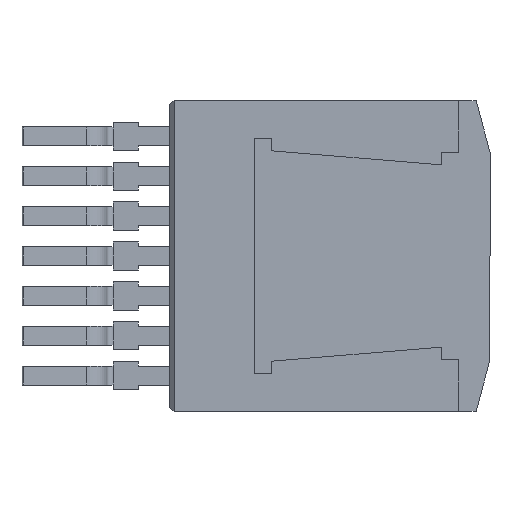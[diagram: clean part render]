
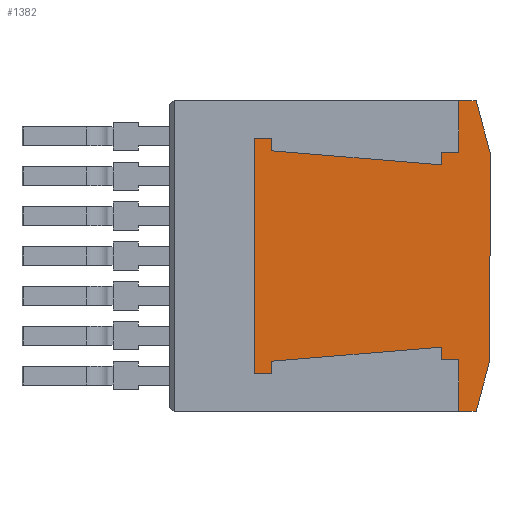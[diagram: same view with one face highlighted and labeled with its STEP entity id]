
A CAD part, front view. The second image highlights one B-rep face of the part: STEP entity #1382.
In plain terms, the highlighted planar face has unit normal (0, -1, 0).
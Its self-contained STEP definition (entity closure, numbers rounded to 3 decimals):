
#141 = DIRECTION ( 'NONE',  ( 0., 1., 0. ) ) ;
#153 = ORIENTED_EDGE ( 'NONE', *, *, #1273, .F. ) ;
#342 = ORIENTED_EDGE ( 'NONE', *, *, #4452, .T. ) ;
#363 = EDGE_CURVE ( 'NONE', #4888, #2368, #5720, .T. ) ;
#405 = LINE ( 'NONE', #3744, #5221 ) ;
#677 = ORIENTED_EDGE ( 'NONE', *, *, #2694, .T. ) ;
#685 = DIRECTION ( 'NONE',  ( 0.259, 0., 0.966 ) ) ;
#693 = CARTESIAN_POINT ( 'NONE',  ( -0.05, 0., -3.75 ) ) ;
#695 = EDGE_CURVE ( 'NONE', #6039, #5698, #2588, .T. ) ;
#703 = VERTEX_POINT ( 'NONE', #693 ) ;
#732 = CARTESIAN_POINT ( 'NONE',  ( 7.008, 0., -4.95 ) ) ;
#738 = ORIENTED_EDGE ( 'NONE', *, *, #3584, .F. ) ;
#774 = CARTESIAN_POINT ( 'NONE',  ( 0.5, 0., 3.35 ) ) ;
#854 = LINE ( 'NONE', #3515, #3679 ) ;
#868 = CARTESIAN_POINT ( 'NONE',  ( 0.5, 0., -3.75 ) ) ;
#894 = DIRECTION ( 'NONE',  ( 1., 0., 0. ) ) ;
#901 = EDGE_CURVE ( 'NONE', #2849, #5397, #3315, .T. ) ;
#1062 = CARTESIAN_POINT ( 'NONE',  ( 7.776, 0., 2.084 ) ) ;
#1114 = DIRECTION ( 'NONE',  ( 0., 0., 1. ) ) ;
#1148 = DIRECTION ( 'NONE',  ( 0., 0., 1. ) ) ;
#1175 = VERTEX_POINT ( 'NONE', #1408 ) ;
#1231 = DIRECTION ( 'NONE',  ( 1., 0., 0. ) ) ;
#1254 = LINE ( 'NONE', #4174, #5096 ) ;
#1273 = EDGE_CURVE ( 'NONE', #2759, #6051, #5264, .T. ) ;
#1305 = EDGE_CURVE ( 'NONE', #4959, #5397, #2645, .T. ) ;
#1339 = EDGE_CURVE ( 'NONE', #5698, #2759, #2511, .T. ) ;
#1368 = CARTESIAN_POINT ( 'NONE',  ( 0.281, 0., -3.368 ) ) ;
#1376 = LINE ( 'NONE', #2534, #3392 ) ;
#1382 = ADVANCED_FACE ( 'NONE', ( #2717 ), #1561, .F. ) ;
#1408 = CARTESIAN_POINT ( 'NONE',  ( -0.05, 0., 3.75 ) ) ;
#1436 = DIRECTION ( 'NONE',  ( 0., 0., -1. ) ) ;
#1451 = DIRECTION ( 'NONE',  ( 0.259, 0., -0.966 ) ) ;
#1561 = PLANE ( 'NONE',  #3445 ) ;
#1570 = VECTOR ( 'NONE', #1913, 1000. ) ;
#1579 = LINE ( 'NONE', #1633, #2957 ) ;
#1610 = VECTOR ( 'NONE', #1436, 1000. ) ;
#1633 = CARTESIAN_POINT ( 'NONE',  ( 6.45, 0., 0. ) ) ;
#1818 = ORIENTED_EDGE ( 'NONE', *, *, #4565, .F. ) ;
#1838 = ORIENTED_EDGE ( 'NONE', *, *, #363, .T. ) ;
#1855 = ORIENTED_EDGE ( 'NONE', *, *, #5985, .T. ) ;
#1897 = LINE ( 'NONE', #5553, #5155 ) ;
#1902 = CARTESIAN_POINT ( 'NONE',  ( -0.05, 0., 0. ) ) ;
#1903 = CARTESIAN_POINT ( 'NONE',  ( 0.5, 0., -3.35 ) ) ;
#1913 = DIRECTION ( 'NONE',  ( 0., 0., 1. ) ) ;
#1996 = CARTESIAN_POINT ( 'NONE',  ( 0., 0., -3.75 ) ) ;
#2016 = ORIENTED_EDGE ( 'NONE', *, *, #901, .T. ) ;
#2060 = DIRECTION ( 'NONE',  ( 0., 0., 1. ) ) ;
#2121 = VECTOR ( 'NONE', #1231, 1000. ) ;
#2126 = VECTOR ( 'NONE', #4209, 1000. ) ;
#2171 = EDGE_CURVE ( 'NONE', #6039, #1175, #3643, .T. ) ;
#2191 = LINE ( 'NONE', #2637, #2121 ) ;
#2259 = ORIENTED_EDGE ( 'NONE', *, *, #3325, .T. ) ;
#2361 = ORIENTED_EDGE ( 'NONE', *, *, #5556, .T. ) ;
#2368 = VERTEX_POINT ( 'NONE', #5516 ) ;
#2405 = CARTESIAN_POINT ( 'NONE',  ( 5.9, 0., 0. ) ) ;
#2417 = LINE ( 'NONE', #1902, #2126 ) ;
#2425 = CARTESIAN_POINT ( 'NONE',  ( 7.45, 0., 0. ) ) ;
#2441 = CARTESIAN_POINT ( 'NONE',  ( 0.281, 0., 3.368 ) ) ;
#2456 = LINE ( 'NONE', #3793, #5418 ) ;
#2502 = VERTEX_POINT ( 'NONE', #868 ) ;
#2511 = LINE ( 'NONE', #2441, #4374 ) ;
#2519 = CARTESIAN_POINT ( 'NONE',  ( 0.5, 0., 0. ) ) ;
#2532 = VECTOR ( 'NONE', #4786, 1000. ) ;
#2534 = CARTESIAN_POINT ( 'NONE',  ( 6.45, 0., 0. ) ) ;
#2588 = LINE ( 'NONE', #2519, #5201 ) ;
#2637 = CARTESIAN_POINT ( 'NONE',  ( 0., 0., 3.3 ) ) ;
#2645 = LINE ( 'NONE', #1062, #4228 ) ;
#2677 = DIRECTION ( 'NONE',  ( -1., 0., 0. ) ) ;
#2694 = EDGE_CURVE ( 'NONE', #3029, #4092, #1254, .T. ) ;
#2717 = FACE_OUTER_BOUND ( 'NONE', #5673, .T. ) ;
#2759 = VERTEX_POINT ( 'NONE', #5607 ) ;
#2849 = VERTEX_POINT ( 'NONE', #4765 ) ;
#2850 = CARTESIAN_POINT ( 'NONE',  ( 5.9, 0., 0. ) ) ;
#2878 = CARTESIAN_POINT ( 'NONE',  ( 6.45, 0., -3.3 ) ) ;
#2938 = CARTESIAN_POINT ( 'NONE',  ( 0., 0., 0. ) ) ;
#2957 = VECTOR ( 'NONE', #1148, 1000. ) ;
#2985 = CARTESIAN_POINT ( 'NONE',  ( 0.5, 0., 3.75 ) ) ;
#3029 = VERTEX_POINT ( 'NONE', #4029 ) ;
#3045 = ORIENTED_EDGE ( 'NONE', *, *, #1305, .F. ) ;
#3118 = DIRECTION ( 'NONE',  ( -1., 0., 0. ) ) ;
#3188 = ORIENTED_EDGE ( 'NONE', *, *, #5434, .F. ) ;
#3315 = LINE ( 'NONE', #2425, #1570 ) ;
#3325 = EDGE_CURVE ( 'NONE', #2368, #3582, #3414, .T. ) ;
#3331 = EDGE_CURVE ( 'NONE', #703, #1175, #2417, .T. ) ;
#3392 = VECTOR ( 'NONE', #1114, 1000. ) ;
#3396 = CARTESIAN_POINT ( 'NONE',  ( 7.45, 0., 3.3 ) ) ;
#3414 = LINE ( 'NONE', #2850, #1610 ) ;
#3445 = AXIS2_PLACEMENT_3D ( 'NONE', #2938, #141, #2060 ) ;
#3465 = CARTESIAN_POINT ( 'NONE',  ( 6.45, 0., 4.95 ) ) ;
#3515 = CARTESIAN_POINT ( 'NONE',  ( 7.776, 0., -2.084 ) ) ;
#3545 = ORIENTED_EDGE ( 'NONE', *, *, #2171, .T. ) ;
#3582 = VERTEX_POINT ( 'NONE', #4475 ) ;
#3584 = EDGE_CURVE ( 'NONE', #6051, #5536, #2191, .T. ) ;
#3600 = LINE ( 'NONE', #1996, #2532 ) ;
#3620 = ORIENTED_EDGE ( 'NONE', *, *, #1339, .F. ) ;
#3643 = LINE ( 'NONE', #4961, #4070 ) ;
#3679 = VECTOR ( 'NONE', #685, 1000. ) ;
#3744 = CARTESIAN_POINT ( 'NONE',  ( 0.5, 0., 0. ) ) ;
#3773 = EDGE_CURVE ( 'NONE', #4959, #5220, #1897, .T. ) ;
#3793 = CARTESIAN_POINT ( 'NONE',  ( 0., 0., -3.3 ) ) ;
#3824 = ORIENTED_EDGE ( 'NONE', *, *, #3331, .F. ) ;
#3964 = ORIENTED_EDGE ( 'NONE', *, *, #695, .F. ) ;
#4029 = CARTESIAN_POINT ( 'NONE',  ( 6.45, 0., -4.95 ) ) ;
#4070 = VECTOR ( 'NONE', #3118, 1000. ) ;
#4092 = VERTEX_POINT ( 'NONE', #732 ) ;
#4107 = ORIENTED_EDGE ( 'NONE', *, *, #3773, .T. ) ;
#4110 = CARTESIAN_POINT ( 'NONE',  ( 7.008, 0., 4.95 ) ) ;
#4141 = DIRECTION ( 'NONE',  ( 0.997, 0., 0.083 ) ) ;
#4174 = CARTESIAN_POINT ( 'NONE',  ( 0., 0., -4.95 ) ) ;
#4209 = DIRECTION ( 'NONE',  ( 0., 0., 1. ) ) ;
#4228 = VECTOR ( 'NONE', #1451, 1000. ) ;
#4374 = VECTOR ( 'NONE', #4826, 1000. ) ;
#4452 = EDGE_CURVE ( 'NONE', #2502, #4888, #405, .T. ) ;
#4475 = CARTESIAN_POINT ( 'NONE',  ( 5.9, 0., -3.3 ) ) ;
#4565 = EDGE_CURVE ( 'NONE', #5536, #5220, #1376, .T. ) ;
#4664 = VECTOR ( 'NONE', #5214, 1000. ) ;
#4714 = DIRECTION ( 'NONE',  ( 1., 0., 0. ) ) ;
#4765 = CARTESIAN_POINT ( 'NONE',  ( 7.45, 0., -3.3 ) ) ;
#4786 = DIRECTION ( 'NONE',  ( -1., 0., 0. ) ) ;
#4826 = DIRECTION ( 'NONE',  ( 0.997, 0., -0.083 ) ) ;
#4888 = VERTEX_POINT ( 'NONE', #1903 ) ;
#4959 = VERTEX_POINT ( 'NONE', #4110 ) ;
#4961 = CARTESIAN_POINT ( 'NONE',  ( 0., 0., 3.75 ) ) ;
#5038 = ORIENTED_EDGE ( 'NONE', *, *, #5252, .F. ) ;
#5096 = VECTOR ( 'NONE', #894, 1000. ) ;
#5125 = DIRECTION ( 'NONE',  ( 0., 0., 1. ) ) ;
#5155 = VECTOR ( 'NONE', #2677, 1000. ) ;
#5201 = VECTOR ( 'NONE', #5385, 1000. ) ;
#5214 = DIRECTION ( 'NONE',  ( 0., 0., 1. ) ) ;
#5220 = VERTEX_POINT ( 'NONE', #3465 ) ;
#5221 = VECTOR ( 'NONE', #5125, 1000. ) ;
#5252 = EDGE_CURVE ( 'NONE', #3029, #5282, #1579, .T. ) ;
#5264 = LINE ( 'NONE', #2405, #4664 ) ;
#5282 = VERTEX_POINT ( 'NONE', #2878 ) ;
#5353 = CARTESIAN_POINT ( 'NONE',  ( 6.45, 0., 3.3 ) ) ;
#5385 = DIRECTION ( 'NONE',  ( 0., 0., -1. ) ) ;
#5397 = VERTEX_POINT ( 'NONE', #3396 ) ;
#5418 = VECTOR ( 'NONE', #4714, 1000. ) ;
#5434 = EDGE_CURVE ( 'NONE', #2502, #703, #3600, .T. ) ;
#5516 = CARTESIAN_POINT ( 'NONE',  ( 5.9, 0., -2.9 ) ) ;
#5536 = VERTEX_POINT ( 'NONE', #5353 ) ;
#5553 = CARTESIAN_POINT ( 'NONE',  ( 0., 0., 4.95 ) ) ;
#5556 = EDGE_CURVE ( 'NONE', #4092, #2849, #854, .T. ) ;
#5607 = CARTESIAN_POINT ( 'NONE',  ( 5.9, 0., 2.9 ) ) ;
#5647 = VECTOR ( 'NONE', #4141, 1000. ) ;
#5673 = EDGE_LOOP ( 'NONE', ( #5038, #677, #2361, #2016, #3045, #4107, #1818, #738, #153, #3620, #3964, #3545, #3824, #3188, #342, #1838, #2259, #1855 ) ) ;
#5698 = VERTEX_POINT ( 'NONE', #774 ) ;
#5720 = LINE ( 'NONE', #1368, #5647 ) ;
#5763 = CARTESIAN_POINT ( 'NONE',  ( 5.9, 0., 3.3 ) ) ;
#5985 = EDGE_CURVE ( 'NONE', #3582, #5282, #2456, .T. ) ;
#6039 = VERTEX_POINT ( 'NONE', #2985 ) ;
#6051 = VERTEX_POINT ( 'NONE', #5763 ) ;
